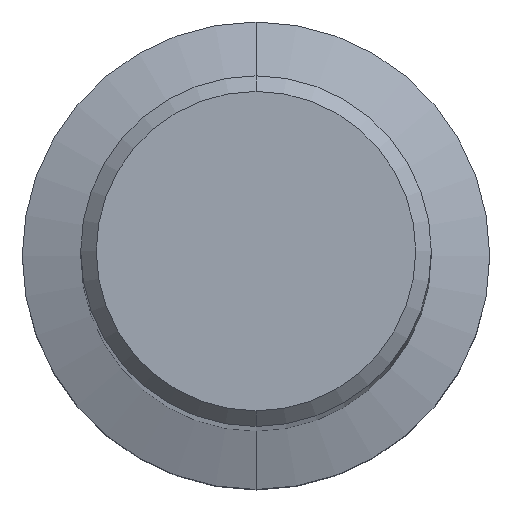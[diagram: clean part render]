
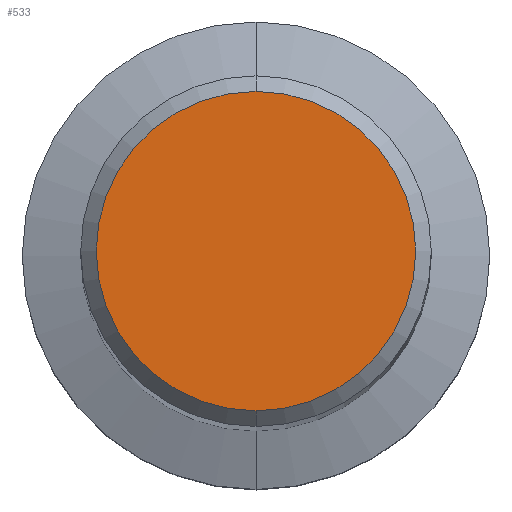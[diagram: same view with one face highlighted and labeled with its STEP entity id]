
A CAD part, top view. The second image highlights one B-rep face of the part: STEP entity #533.
In plain terms, the highlighted planar face has unit normal (0, 0, 1).
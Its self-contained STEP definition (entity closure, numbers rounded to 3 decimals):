
#253=EDGE_CURVE('',#411,#493,#615,.T.);
#261=EDGE_CURVE('',#493,#411,#624,.T.);
#411=VERTEX_POINT('',#793);
#493=VERTEX_POINT('',#882);
#533=ADVANCED_FACE('',(#924),#925,.T.);
#615=CIRCLE('',#1065,8.2);
#624=CIRCLE('',#1077,8.2);
#793=CARTESIAN_POINT('',(0.,-8.2,0.0));
#882=CARTESIAN_POINT('',(0.0,8.2,0.0));
#924=FACE_OUTER_BOUND('',#1701,.T.);
#925=PLANE('',#1702);
#1065=AXIS2_PLACEMENT_3D('',#1791,#1792,#1793);
#1077=AXIS2_PLACEMENT_3D('',#1803,#1804,#1805);
#1701=EDGE_LOOP('',(#2131,#2132));
#1702=AXIS2_PLACEMENT_3D('',#2133,#2134,#2135);
#1791=CARTESIAN_POINT('',(0.0,0.0,0.0));
#1792=DIRECTION('',(0.0,0.0,-1.0));
#1793=DIRECTION('',(0.0,1.0,0.0));
#1803=CARTESIAN_POINT('',(0.0,0.0,0.0));
#1804=DIRECTION('',(0.0,0.0,-1.0));
#1805=DIRECTION('',(0.0,1.0,0.0));
#2131=ORIENTED_EDGE('',*,*,#261,.F.);
#2132=ORIENTED_EDGE('',*,*,#253,.F.);
#2133=CARTESIAN_POINT('',(0.0,4.1,0.0));
#2134=DIRECTION('',(-0.0,0.0,1.0));
#2135=DIRECTION('',(0.0,-1.0,0.0));
